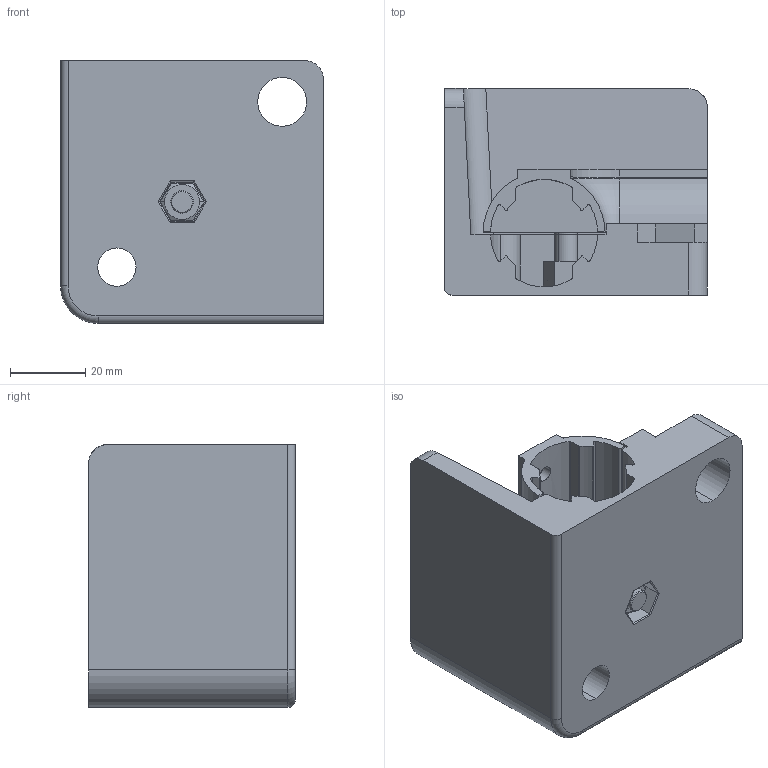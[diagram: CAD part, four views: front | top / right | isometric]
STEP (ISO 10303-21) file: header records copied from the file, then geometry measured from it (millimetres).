
FILE_DESCRIPTION (( 'STEP AP203' ), '1' );
FILE_NAME ('TFS.D28.5.02.01.STEP', '2015-12-15T04:36:12', ( '微软用户' ), ( '微软中国' ), 'SwSTEP 2.0', 'SolidWorks 2012', '' );
FILE_SCHEMA (( 'CONFIG_CONTROL_DESIGN' ));
Length unit declared in the file: millimetre
Products named in the file (1): TFS.D28.5.02.01
Bounding box: 70 x 55 x 70 mm (x, y, z)
Surface area: 34931.8 mm2 (no closed solid volume)
Topology: 0 solids, 5 shells, 186 faces, 559 edges, 373 vertices
Faces by surface type: cylinder 102, plane 71, torus 7, cone 6
Entity records: 6513 total; most frequent: CARTESIAN_POINT 1331, DIRECTION 1124, ORIENTED_EDGE 1006, EDGE_CURVE 557, AXIS2_PLACEMENT_3D 406, VERTEX_POINT 373, VECTOR 312, LINE 312
